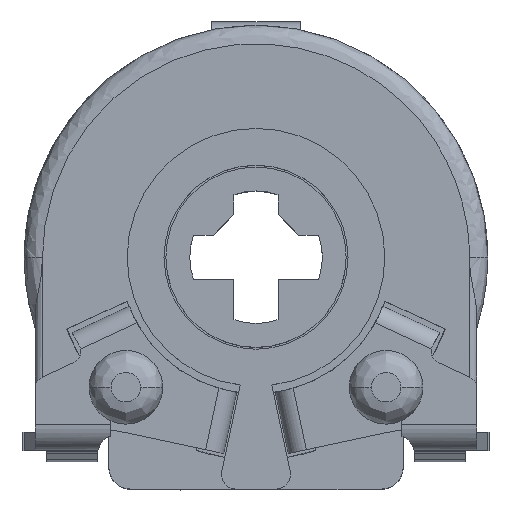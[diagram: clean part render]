
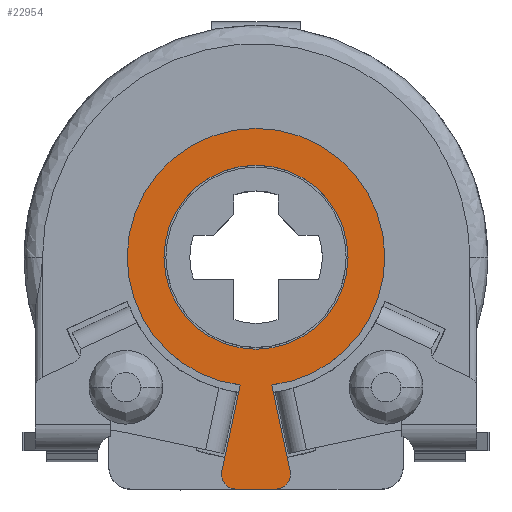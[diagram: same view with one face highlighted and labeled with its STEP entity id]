
A CAD part, top view. The second image highlights one B-rep face of the part: STEP entity #22954.
In plain terms, the highlighted planar face has unit normal (0, 0, 1).
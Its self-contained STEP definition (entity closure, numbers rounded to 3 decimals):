
#366 = ORIENTED_EDGE ( 'NONE', *, *, #23420, .F. ) ;
#424 = ORIENTED_EDGE ( 'NONE', *, *, #24272, .T. ) ;
#780 = EDGE_CURVE ( 'NONE', #7784, #16645, #5988, .T. ) ;
#956 = DIRECTION ( 'NONE',  ( 0., 0., -1. ) ) ;
#1733 = EDGE_CURVE ( 'NONE', #20324, #6025, #6924, .T. ) ;
#1929 = CARTESIAN_POINT ( 'NONE',  ( 0., 0., 5.776 ) ) ;
#2217 = FACE_BOUND ( 'NONE', #15429, .T. ) ;
#2314 = ORIENTED_EDGE ( 'NONE', *, *, #9973, .T. ) ;
#2553 = AXIS2_PLACEMENT_3D ( 'NONE', #3382, #14140, #3101 ) ;
#3101 = DIRECTION ( 'NONE',  ( -1., 0., 0. ) ) ;
#3382 = CARTESIAN_POINT ( 'NONE',  ( 0., 0., 5.776 ) ) ;
#3637 = ORIENTED_EDGE ( 'NONE', *, *, #25147, .F. ) ;
#3645 = AXIS2_PLACEMENT_3D ( 'NONE', #13851, #18139, #26095 ) ;
#3686 = EDGE_CURVE ( 'NONE', #8911, #17289, #18268, .T. ) ;
#3714 = VERTEX_POINT ( 'NONE', #19942 ) ;
#4031 = ORIENTED_EDGE ( 'NONE', *, *, #23246, .T. ) ;
#4073 = DIRECTION ( 'NONE',  ( 0., 0., -1. ) ) ;
#4114 = CIRCLE ( 'NONE', #20004, 0.2 ) ;
#4318 = DIRECTION ( 'NONE',  ( -1., 0., 0. ) ) ;
#4677 = FACE_OUTER_BOUND ( 'NONE', #9436, .T. ) ;
#5077 = EDGE_CURVE ( 'NONE', #3714, #18039, #20768, .T. ) ;
#5279 = DIRECTION ( 'NONE',  ( 0., 0., -1. ) ) ;
#5548 = CARTESIAN_POINT ( 'NONE',  ( 0., -3.15, 5.776 ) ) ;
#5848 = DIRECTION ( 'NONE',  ( 0., 0., -1. ) ) ;
#5884 = CARTESIAN_POINT ( 'NONE',  ( -0.216, -1.737, 5.776 ) ) ;
#5988 = CIRCLE ( 'NONE', #17453, 1.75 ) ;
#6025 = VERTEX_POINT ( 'NONE', #12999 ) ;
#6280 = CARTESIAN_POINT ( 'NONE',  ( 0., 0., 5.776 ) ) ;
#6324 = DIRECTION ( 'NONE',  ( 0., 0., -1. ) ) ;
#6924 = CIRCLE ( 'NONE', #2553, 1.25 ) ;
#7039 = ORIENTED_EDGE ( 'NONE', *, *, #18860, .F. ) ;
#7042 = CIRCLE ( 'NONE', #21222, 1.75 ) ;
#7260 = ORIENTED_EDGE ( 'NONE', *, *, #780, .F. ) ;
#7617 = AXIS2_PLACEMENT_3D ( 'NONE', #17159, #17279, #4318 ) ;
#7751 = DIRECTION ( 'NONE',  ( 1., 0., 0. ) ) ;
#7784 = VERTEX_POINT ( 'NONE', #25737 ) ;
#7872 = CARTESIAN_POINT ( 'NONE',  ( 0.269, -3.15, 5.776 ) ) ;
#8579 = CARTESIAN_POINT ( 'NONE',  ( -0.469, -2.95, 5.776 ) ) ;
#8911 = VERTEX_POINT ( 'NONE', #25121 ) ;
#9345 = AXIS2_PLACEMENT_3D ( 'NONE', #14923, #23368, #15193 ) ;
#9436 = EDGE_LOOP ( 'NONE', ( #4031, #23086, #7039, #7260, #14247, #2314, #3637, #366, #22025 ) ) ;
#9757 = CIRCLE ( 'NONE', #13307, 0.2 ) ;
#9973 = EDGE_CURVE ( 'NONE', #26935, #12943, #13385, .T. ) ;
#10795 = ORIENTED_EDGE ( 'NONE', *, *, #1733, .T. ) ;
#11053 = CARTESIAN_POINT ( 'NONE',  ( -0.269, -2.95, 5.776 ) ) ;
#11491 = DIRECTION ( 'NONE',  ( -1., 0., 0. ) ) ;
#12047 = CARTESIAN_POINT ( 'NONE',  ( 0., 0., 5.776 ) ) ;
#12182 = DIRECTION ( 'NONE',  ( -0.208, 0.978, 0. ) ) ;
#12449 = VECTOR ( 'NONE', #12182, 1000. ) ;
#12723 = CARTESIAN_POINT ( 'NONE',  ( -0.465, -2.908, 5.776 ) ) ;
#12847 = PLANE ( 'NONE',  #9345 ) ;
#12912 = CIRCLE ( 'NONE', #3645, 0.2 ) ;
#12943 = VERTEX_POINT ( 'NONE', #12723 ) ;
#12969 = AXIS2_PLACEMENT_3D ( 'NONE', #1929, #6324, #14761 ) ;
#12999 = CARTESIAN_POINT ( 'NONE',  ( 1.25, 0., 5.776 ) ) ;
#13307 = AXIS2_PLACEMENT_3D ( 'NONE', #11053, #956, #19498 ) ;
#13385 = LINE ( 'NONE', #13523, #18004 ) ;
#13523 = CARTESIAN_POINT ( 'NONE',  ( -0.216, -1.737, 5.776 ) ) ;
#13851 = CARTESIAN_POINT ( 'NONE',  ( 0.269, -2.95, 5.776 ) ) ;
#14140 = DIRECTION ( 'NONE',  ( 0., 0., -1. ) ) ;
#14227 = VERTEX_POINT ( 'NONE', #8579 ) ;
#14247 = ORIENTED_EDGE ( 'NONE', *, *, #23542, .F. ) ;
#14279 = DIRECTION ( 'NONE',  ( -1., 0., 0. ) ) ;
#14529 = CARTESIAN_POINT ( 'NONE',  ( 0.465, -2.908, 5.776 ) ) ;
#14761 = DIRECTION ( 'NONE',  ( -1., 0., 0. ) ) ;
#14923 = CARTESIAN_POINT ( 'NONE',  ( 0., 0., 5.776 ) ) ;
#15193 = DIRECTION ( 'NONE',  ( 0., -1., 0. ) ) ;
#15245 = CARTESIAN_POINT ( 'NONE',  ( 1.75, 0., 5.776 ) ) ;
#15429 = EDGE_LOOP ( 'NONE', ( #10795, #424 ) ) ;
#16645 = VERTEX_POINT ( 'NONE', #15245 ) ;
#17159 = CARTESIAN_POINT ( 'NONE',  ( 0., 0., 5.776 ) ) ;
#17279 = DIRECTION ( 'NONE',  ( 0., 0., -1. ) ) ;
#17289 = VERTEX_POINT ( 'NONE', #7872 ) ;
#17453 = AXIS2_PLACEMENT_3D ( 'NONE', #12047, #5279, #11491 ) ;
#17816 = CIRCLE ( 'NONE', #12969, 1.25 ) ;
#18004 = VECTOR ( 'NONE', #26164, 1000. ) ;
#18039 = VERTEX_POINT ( 'NONE', #24458 ) ;
#18139 = DIRECTION ( 'NONE',  ( 0., 0., 1. ) ) ;
#18268 = LINE ( 'NONE', #5548, #19557 ) ;
#18860 = EDGE_CURVE ( 'NONE', #16645, #18039, #7042, .T. ) ;
#19290 = DIRECTION ( 'NONE',  ( -1., 0., 0. ) ) ;
#19498 = DIRECTION ( 'NONE',  ( -1., 0., 0. ) ) ;
#19557 = VECTOR ( 'NONE', #7751, 1000. ) ;
#19942 = CARTESIAN_POINT ( 'NONE',  ( 0.465, -2.908, 5.776 ) ) ;
#20004 = AXIS2_PLACEMENT_3D ( 'NONE', #24752, #5848, #14279 ) ;
#20324 = VERTEX_POINT ( 'NONE', #21593 ) ;
#20768 = LINE ( 'NONE', #14529, #12449 ) ;
#21222 = AXIS2_PLACEMENT_3D ( 'NONE', #6280, #4073, #19290 ) ;
#21593 = CARTESIAN_POINT ( 'NONE',  ( -1.25, 0., 5.776 ) ) ;
#22025 = ORIENTED_EDGE ( 'NONE', *, *, #3686, .T. ) ;
#22208 = CIRCLE ( 'NONE', #7617, 1.75 ) ;
#22954 = ADVANCED_FACE ( 'NONE', ( #2217, #4677 ), #12847, .T. ) ;
#23086 = ORIENTED_EDGE ( 'NONE', *, *, #5077, .T. ) ;
#23246 = EDGE_CURVE ( 'NONE', #17289, #3714, #12912, .T. ) ;
#23368 = DIRECTION ( 'NONE',  ( 0., 0., 1. ) ) ;
#23420 = EDGE_CURVE ( 'NONE', #8911, #14227, #4114, .T. ) ;
#23542 = EDGE_CURVE ( 'NONE', #26935, #7784, #22208, .T. ) ;
#24272 = EDGE_CURVE ( 'NONE', #6025, #20324, #17816, .T. ) ;
#24458 = CARTESIAN_POINT ( 'NONE',  ( 0.216, -1.737, 5.776 ) ) ;
#24752 = CARTESIAN_POINT ( 'NONE',  ( -0.269, -2.95, 5.776 ) ) ;
#25121 = CARTESIAN_POINT ( 'NONE',  ( -0.269, -3.15, 5.776 ) ) ;
#25147 = EDGE_CURVE ( 'NONE', #14227, #12943, #9757, .T. ) ;
#25737 = CARTESIAN_POINT ( 'NONE',  ( -1.75, 0., 5.776 ) ) ;
#26095 = DIRECTION ( 'NONE',  ( -1., 0., 0. ) ) ;
#26164 = DIRECTION ( 'NONE',  ( -0.208, -0.978, 0. ) ) ;
#26935 = VERTEX_POINT ( 'NONE', #5884 ) ;
